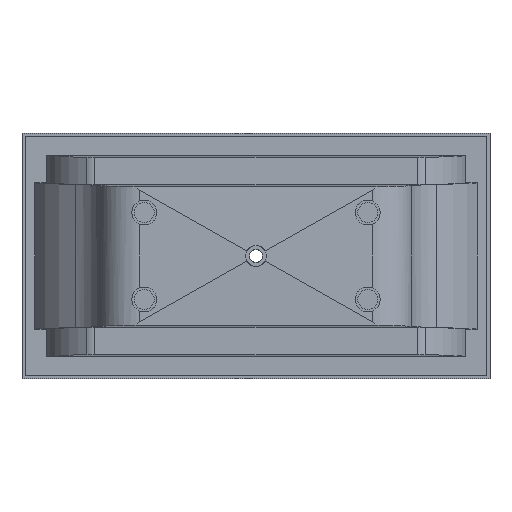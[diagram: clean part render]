
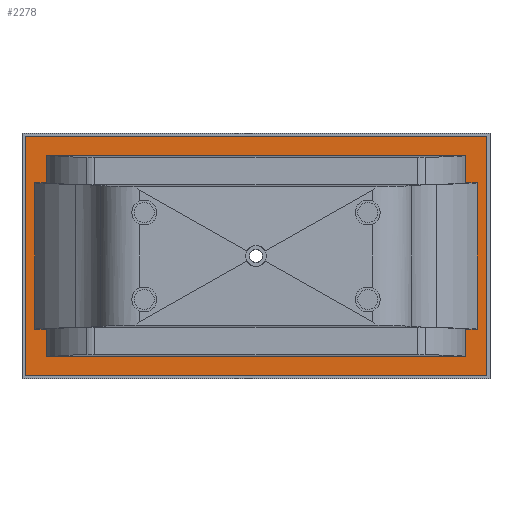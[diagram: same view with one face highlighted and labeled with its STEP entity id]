
A CAD part, front view. The second image highlights one B-rep face of the part: STEP entity #2278.
In plain terms, the highlighted planar face has unit normal (0, -1, 0).
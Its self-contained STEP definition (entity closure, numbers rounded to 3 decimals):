
#19 = VERTEX_POINT ( 'NONE', #5276 ) ;
#70 = CARTESIAN_POINT ( 'NONE',  ( 98.283, 0., -200.509 ) ) ;
#85 = CARTESIAN_POINT ( 'NONE',  ( 1786.717, 0., -105. ) ) ;
#90 = AXIS2_PLACEMENT_3D ( 'NONE', #3163, #2941, #1570 ) ;
#124 = LINE ( 'NONE', #85, #1452 ) ;
#155 = LINE ( 'NONE', #4032, #2657 ) ;
#171 = CARTESIAN_POINT ( 'NONE',  ( 1786.717, 0., -789.491 ) ) ;
#352 = EDGE_CURVE ( 'NONE', #4993, #3856, #866, .T. ) ;
#465 = ORIENTED_EDGE ( 'NONE', *, *, #2620, .T. ) ;
#467 = VERTEX_POINT ( 'NONE', #3051 ) ;
#512 = FACE_OUTER_BOUND ( 'NONE', #735, .T. ) ;
#524 = CARTESIAN_POINT ( 'NONE',  ( 98.283, 0., -789.491 ) ) ;
#733 = VERTEX_POINT ( 'NONE', #4134 ) ;
#735 = EDGE_LOOP ( 'NONE', ( #5117, #3461, #3094, #4655 ) ) ;
#828 = CARTESIAN_POINT ( 'NONE',  ( 60., 0., -200.509 ) ) ;
#839 = VECTOR ( 'NONE', #1466, 1000. ) ;
#866 = LINE ( 'NONE', #3980, #4546 ) ;
#902 = CARTESIAN_POINT ( 'NONE',  ( 13., 0., -977. ) ) ;
#946 = CARTESIAN_POINT ( 'NONE',  ( 60., 0., -200.509 ) ) ;
#987 = EDGE_CURVE ( 'NONE', #3856, #2758, #1277, .T. ) ;
#994 = PLANE ( 'NONE',  #90 ) ;
#1225 = ORIENTED_EDGE ( 'NONE', *, *, #2922, .T. ) ;
#1277 = LINE ( 'NONE', #2765, #4538 ) ;
#1452 = VECTOR ( 'NONE', #5419, 1000. ) ;
#1466 = DIRECTION ( 'NONE',  ( -1., 0., 0. ) ) ;
#1498 = CARTESIAN_POINT ( 'NONE',  ( 1834.358, 0., -215. ) ) ;
#1526 = VERTEX_POINT ( 'NONE', #3323 ) ;
#1532 = LINE ( 'NONE', #828, #5492 ) ;
#1535 = VECTOR ( 'NONE', #2912, 1000. ) ;
#1570 = DIRECTION ( 'NONE',  ( 0., 0., -1. ) ) ;
#1601 = DIRECTION ( 'NONE',  ( 1., 0., 0. ) ) ;
#1956 = LINE ( 'NONE', #3729, #5219 ) ;
#1963 = EDGE_CURVE ( 'NONE', #2758, #467, #155, .T. ) ;
#2086 = VECTOR ( 'NONE', #2151, 1000. ) ;
#2139 = VECTOR ( 'NONE', #4915, 1000. ) ;
#2151 = DIRECTION ( 'NONE',  ( -1., 0., 0. ) ) ;
#2185 = DIRECTION ( 'NONE',  ( -1., 0., 0. ) ) ;
#2217 = DIRECTION ( 'NONE',  ( 0., 0., -1. ) ) ;
#2278 = ADVANCED_FACE ( 'NONE', ( #512, #4659 ), #994, .T. ) ;
#2313 = CARTESIAN_POINT ( 'NONE',  ( 1786.717, 0., -899.491 ) ) ;
#2357 = EDGE_CURVE ( 'NONE', #733, #19, #1956, .T. ) ;
#2393 = DIRECTION ( 'NONE',  ( 0., 0., -1. ) ) ;
#2408 = ORIENTED_EDGE ( 'NONE', *, *, #2737, .F. ) ;
#2455 = CARTESIAN_POINT ( 'NONE',  ( 98.283, 0., -90.509 ) ) ;
#2559 = LINE ( 'NONE', #5730, #4644 ) ;
#2620 = EDGE_CURVE ( 'NONE', #3735, #1526, #3490, .T. ) ;
#2622 = EDGE_CURVE ( 'NONE', #5728, #19, #3216, .T. ) ;
#2657 = VECTOR ( 'NONE', #4813, 1000. ) ;
#2716 = LINE ( 'NONE', #1498, #1535 ) ;
#2737 = EDGE_CURVE ( 'NONE', #5510, #4830, #5143, .T. ) ;
#2758 = VERTEX_POINT ( 'NONE', #902 ) ;
#2765 = CARTESIAN_POINT ( 'NONE',  ( 13., 0., -990. ) ) ;
#2772 = LINE ( 'NONE', #3760, #5620 ) ;
#2791 = VECTOR ( 'NONE', #3739, 1000. ) ;
#2912 = DIRECTION ( 'NONE',  ( 0., 0., 1. ) ) ;
#2922 = EDGE_CURVE ( 'NONE', #3797, #2949, #5777, .T. ) ;
#2941 = DIRECTION ( 'NONE',  ( 0., -1., 0. ) ) ;
#2949 = VERTEX_POINT ( 'NONE', #171 ) ;
#2979 = LINE ( 'NONE', #4705, #5343 ) ;
#3050 = CARTESIAN_POINT ( 'NONE',  ( 1786.717, 0., -105. ) ) ;
#3051 = CARTESIAN_POINT ( 'NONE',  ( 1872., 0., -977. ) ) ;
#3082 = EDGE_CURVE ( 'NONE', #3797, #1526, #2716, .T. ) ;
#3094 = ORIENTED_EDGE ( 'NONE', *, *, #3413, .T. ) ;
#3163 = CARTESIAN_POINT ( 'NONE',  ( 0., 0., -990. ) ) ;
#3214 = CARTESIAN_POINT ( 'NONE',  ( 1834.358, 0., -789.491 ) ) ;
#3216 = LINE ( 'NONE', #4073, #839 ) ;
#3220 = DIRECTION ( 'NONE',  ( 0., 0., -1. ) ) ;
#3291 = CARTESIAN_POINT ( 'NONE',  ( 60., 0., -789.491 ) ) ;
#3323 = CARTESIAN_POINT ( 'NONE',  ( 1834.358, 0., -200.509 ) ) ;
#3394 = ORIENTED_EDGE ( 'NONE', *, *, #2622, .T. ) ;
#3400 = LINE ( 'NONE', #3050, #2139 ) ;
#3413 = EDGE_CURVE ( 'NONE', #467, #4993, #3829, .T. ) ;
#3461 = ORIENTED_EDGE ( 'NONE', *, *, #1963, .T. ) ;
#3490 = LINE ( 'NONE', #946, #4652 ) ;
#3558 = DIRECTION ( 'NONE',  ( 1., 0., 0. ) ) ;
#3695 = CARTESIAN_POINT ( 'NONE',  ( 1872., 0., -13. ) ) ;
#3729 = CARTESIAN_POINT ( 'NONE',  ( 50.642, 0., -215. ) ) ;
#3735 = VERTEX_POINT ( 'NONE', #5726 ) ;
#3737 = VERTEX_POINT ( 'NONE', #4442 ) ;
#3739 = DIRECTION ( 'NONE',  ( -1., 0., 0. ) ) ;
#3760 = CARTESIAN_POINT ( 'NONE',  ( 98.283, 0., -105. ) ) ;
#3797 = VERTEX_POINT ( 'NONE', #3214 ) ;
#3829 = LINE ( 'NONE', #5605, #5139 ) ;
#3856 = VERTEX_POINT ( 'NONE', #5663 ) ;
#3980 = CARTESIAN_POINT ( 'NONE',  ( 0., 0., -13. ) ) ;
#4032 = CARTESIAN_POINT ( 'NONE',  ( 0., 0., -977. ) ) ;
#4073 = CARTESIAN_POINT ( 'NONE',  ( 60., 0., -789.491 ) ) ;
#4134 = CARTESIAN_POINT ( 'NONE',  ( 50.642, 0., -200.509 ) ) ;
#4204 = ORIENTED_EDGE ( 'NONE', *, *, #5304, .F. ) ;
#4329 = EDGE_CURVE ( 'NONE', #5728, #3737, #2559, .T. ) ;
#4331 = ORIENTED_EDGE ( 'NONE', *, *, #4329, .F. ) ;
#4390 = ORIENTED_EDGE ( 'NONE', *, *, #4585, .F. ) ;
#4434 = VERTEX_POINT ( 'NONE', #70 ) ;
#4442 = CARTESIAN_POINT ( 'NONE',  ( 98.283, 0., -899.491 ) ) ;
#4538 = VECTOR ( 'NONE', #3220, 1000. ) ;
#4546 = VECTOR ( 'NONE', #2185, 1000. ) ;
#4564 = CARTESIAN_POINT ( 'NONE',  ( 1786.717, 0., -90.509 ) ) ;
#4585 = EDGE_CURVE ( 'NONE', #4830, #4434, #2772, .T. ) ;
#4644 = VECTOR ( 'NONE', #2217, 1000. ) ;
#4652 = VECTOR ( 'NONE', #3558, 1000. ) ;
#4655 = ORIENTED_EDGE ( 'NONE', *, *, #352, .T. ) ;
#4659 = FACE_BOUND ( 'NONE', #5106, .T. ) ;
#4664 = EDGE_CURVE ( 'NONE', #3735, #5510, #3400, .T. ) ;
#4705 = CARTESIAN_POINT ( 'NONE',  ( 60., 0., -899.491 ) ) ;
#4757 = ORIENTED_EDGE ( 'NONE', *, *, #5706, .T. ) ;
#4808 = CARTESIAN_POINT ( 'NONE',  ( 60., 0., -90.509 ) ) ;
#4813 = DIRECTION ( 'NONE',  ( 1., 0., 0. ) ) ;
#4830 = VERTEX_POINT ( 'NONE', #2455 ) ;
#4915 = DIRECTION ( 'NONE',  ( 0., 0., 1. ) ) ;
#4959 = EDGE_CURVE ( 'NONE', #5662, #2949, #124, .T. ) ;
#4993 = VERTEX_POINT ( 'NONE', #3695 ) ;
#5106 = EDGE_LOOP ( 'NONE', ( #4204, #4331, #3394, #5678, #4757, #4390, #2408, #5326, #465, #5715, #1225, #5235 ) ) ;
#5117 = ORIENTED_EDGE ( 'NONE', *, *, #987, .T. ) ;
#5139 = VECTOR ( 'NONE', #5424, 1000. ) ;
#5143 = LINE ( 'NONE', #4808, #2791 ) ;
#5156 = DIRECTION ( 'NONE',  ( 0., 0., -1. ) ) ;
#5219 = VECTOR ( 'NONE', #5156, 1000. ) ;
#5235 = ORIENTED_EDGE ( 'NONE', *, *, #4959, .F. ) ;
#5276 = CARTESIAN_POINT ( 'NONE',  ( 50.642, 0., -789.491 ) ) ;
#5304 = EDGE_CURVE ( 'NONE', #3737, #5662, #2979, .T. ) ;
#5326 = ORIENTED_EDGE ( 'NONE', *, *, #4664, .F. ) ;
#5343 = VECTOR ( 'NONE', #1601, 1000. ) ;
#5419 = DIRECTION ( 'NONE',  ( 0., 0., 1. ) ) ;
#5424 = DIRECTION ( 'NONE',  ( 0., 0., 1. ) ) ;
#5492 = VECTOR ( 'NONE', #5695, 1000. ) ;
#5510 = VERTEX_POINT ( 'NONE', #4564 ) ;
#5605 = CARTESIAN_POINT ( 'NONE',  ( 1872., 0., -990. ) ) ;
#5620 = VECTOR ( 'NONE', #2393, 1000. ) ;
#5662 = VERTEX_POINT ( 'NONE', #2313 ) ;
#5663 = CARTESIAN_POINT ( 'NONE',  ( 13., 0., -13. ) ) ;
#5678 = ORIENTED_EDGE ( 'NONE', *, *, #2357, .F. ) ;
#5695 = DIRECTION ( 'NONE',  ( 1., 0., 0. ) ) ;
#5706 = EDGE_CURVE ( 'NONE', #733, #4434, #1532, .T. ) ;
#5715 = ORIENTED_EDGE ( 'NONE', *, *, #3082, .F. ) ;
#5726 = CARTESIAN_POINT ( 'NONE',  ( 1786.717, 0., -200.509 ) ) ;
#5728 = VERTEX_POINT ( 'NONE', #524 ) ;
#5730 = CARTESIAN_POINT ( 'NONE',  ( 98.283, 0., -105. ) ) ;
#5777 = LINE ( 'NONE', #3291, #2086 ) ;
